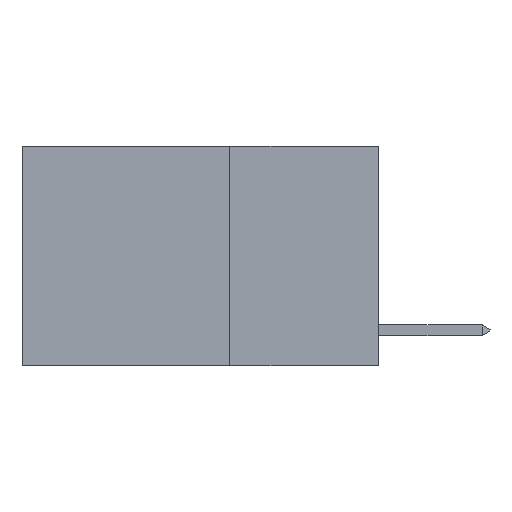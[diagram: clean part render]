
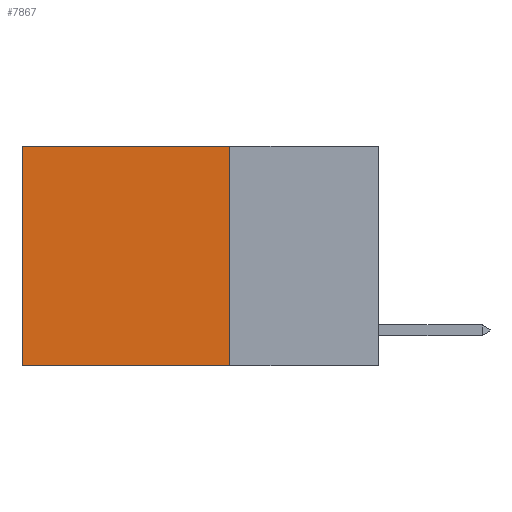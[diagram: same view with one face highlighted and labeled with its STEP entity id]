
A CAD part, left-side view. The second image highlights one B-rep face of the part: STEP entity #7867.
In plain terms, the highlighted planar face has unit normal (-1, 0, 0).
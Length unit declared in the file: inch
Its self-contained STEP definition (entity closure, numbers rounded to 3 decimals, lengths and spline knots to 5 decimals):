
#413 = LINE ( 'NONE', #8554, #11261 ) ;
#2171 = EDGE_LOOP ( 'NONE', ( #12419, #10053, #10161, #13195 ) ) ;
#2263 = VECTOR ( 'NONE', #7888, 39.37008 ) ;
#3381 = DIRECTION ( 'NONE',  ( 0., 1., 0. ) ) ;
#3661 = EDGE_CURVE ( 'NONE', #12196, #11256, #11157, .T. ) ;
#3902 = PLANE ( 'NONE',  #10687 ) ;
#3999 = LINE ( 'NONE', #12062, #5049 ) ;
#4180 = CARTESIAN_POINT ( 'NONE',  ( 0.2625, 0.25, -0.37 ) ) ;
#4773 = CARTESIAN_POINT ( 'NONE',  ( 0.2625, 0.25, -0.37 ) ) ;
#4904 = LINE ( 'NONE', #6175, #5726 ) ;
#4944 = VERTEX_POINT ( 'NONE', #9753 ) ;
#5049 = VECTOR ( 'NONE', #11250, 39.37008 ) ;
#5726 = VECTOR ( 'NONE', #9076, 39.37008 ) ;
#5982 = DIRECTION ( 'NONE',  ( 0., 0., -1. ) ) ;
#6153 = EDGE_CURVE ( 'NONE', #10253, #4944, #413, .T. ) ;
#6175 = CARTESIAN_POINT ( 'NONE',  ( 0.2625, 0.25, 0. ) ) ;
#7014 = CARTESIAN_POINT ( 'NONE',  ( 0.2625, 0.25, 0. ) ) ;
#7867 = ADVANCED_FACE ( 'NONE', ( #13217 ), #3902, .F. ) ;
#7888 = DIRECTION ( 'NONE',  ( 0., 1., 0. ) ) ;
#8554 = CARTESIAN_POINT ( 'NONE',  ( 0.2625, 0.25, 0. ) ) ;
#8567 = CARTESIAN_POINT ( 'NONE',  ( 0.2625, 0.6, -0.37 ) ) ;
#9076 = DIRECTION ( 'NONE',  ( 0., 0., -1. ) ) ;
#9486 = EDGE_CURVE ( 'NONE', #10253, #12196, #4904, .T. ) ;
#9753 = CARTESIAN_POINT ( 'NONE',  ( 0.2625, 0.6, 0. ) ) ;
#10053 = ORIENTED_EDGE ( 'NONE', *, *, #3661, .F. ) ;
#10161 = ORIENTED_EDGE ( 'NONE', *, *, #9486, .F. ) ;
#10253 = VERTEX_POINT ( 'NONE', #13233 ) ;
#10687 = AXIS2_PLACEMENT_3D ( 'NONE', #7014, #13491, #5982 ) ;
#11157 = LINE ( 'NONE', #4773, #2263 ) ;
#11250 = DIRECTION ( 'NONE',  ( 0., 0., -1. ) ) ;
#11256 = VERTEX_POINT ( 'NONE', #8567 ) ;
#11261 = VECTOR ( 'NONE', #3381, 39.37008 ) ;
#11638 = EDGE_CURVE ( 'NONE', #4944, #11256, #3999, .T. ) ;
#12062 = CARTESIAN_POINT ( 'NONE',  ( 0.2625, 0.6, 0. ) ) ;
#12196 = VERTEX_POINT ( 'NONE', #4180 ) ;
#12419 = ORIENTED_EDGE ( 'NONE', *, *, #11638, .T. ) ;
#13195 = ORIENTED_EDGE ( 'NONE', *, *, #6153, .T. ) ;
#13217 = FACE_OUTER_BOUND ( 'NONE', #2171, .T. ) ;
#13233 = CARTESIAN_POINT ( 'NONE',  ( 0.2625, 0.25, 0. ) ) ;
#13491 = DIRECTION ( 'NONE',  ( 1., 0., 0. ) ) ;
